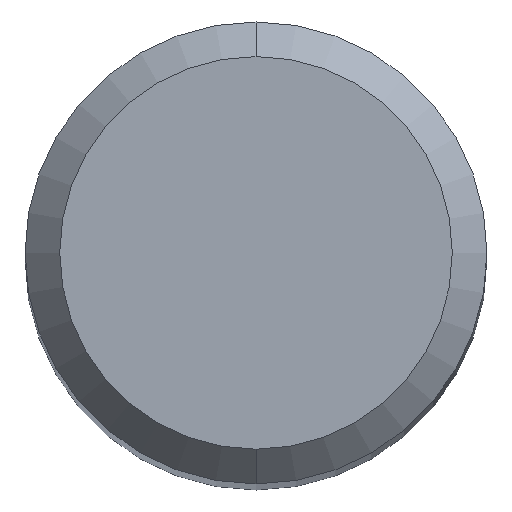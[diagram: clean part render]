
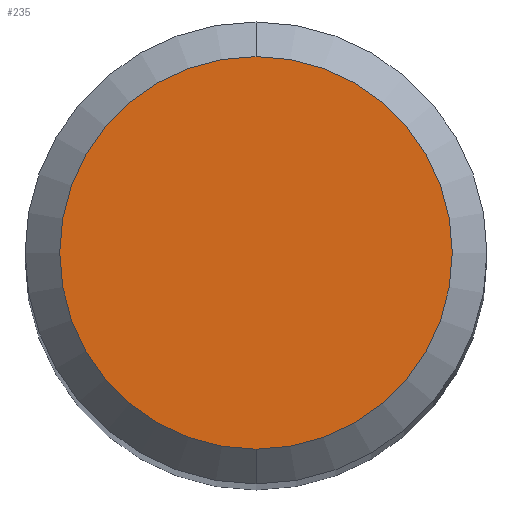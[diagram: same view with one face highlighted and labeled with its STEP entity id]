
A CAD part, top view. The second image highlights one B-rep face of the part: STEP entity #235.
In plain terms, the highlighted planar face has unit normal (0, 0, 1).
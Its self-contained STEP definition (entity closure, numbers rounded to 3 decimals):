
#231=VERTEX_POINT('',#531);
#235=ADVANCED_FACE('',(#535),#536,.T.);
#237=EDGE_CURVE('',#363,#231,#538,.T.);
#363=VERTEX_POINT('',#673);
#373=EDGE_CURVE('',#231,#363,#684,.T.);
#531=CARTESIAN_POINT('',(0.0,1.7,29.48));
#535=FACE_OUTER_BOUND('',#942,.T.);
#536=PLANE('',#943);
#538=CIRCLE('',#946,1.7);
#673=CARTESIAN_POINT('',(0.,-1.7,29.48));
#684=CIRCLE('',#1332,1.7);
#942=EDGE_LOOP('',(#1512,#1513));
#943=AXIS2_PLACEMENT_3D('',#1514,#1515,#1516);
#946=AXIS2_PLACEMENT_3D('',#1517,#1518,#1519);
#1332=AXIS2_PLACEMENT_3D('',#1659,#1660,#1661);
#1512=ORIENTED_EDGE('',*,*,#373,.F.);
#1513=ORIENTED_EDGE('',*,*,#237,.F.);
#1514=CARTESIAN_POINT('',(0.0,0.85,29.48));
#1515=DIRECTION('',(0.0,0.0,1.0));
#1516=DIRECTION('',(0.0,-1.0,0.0));
#1517=CARTESIAN_POINT('',(0.0,0.0,29.48));
#1518=DIRECTION('',(0.0,0.0,-1.0));
#1519=DIRECTION('',(0.0,1.0,0.0));
#1659=CARTESIAN_POINT('',(0.0,0.0,29.48));
#1660=DIRECTION('',(0.0,0.0,-1.0));
#1661=DIRECTION('',(0.0,1.0,0.0));
